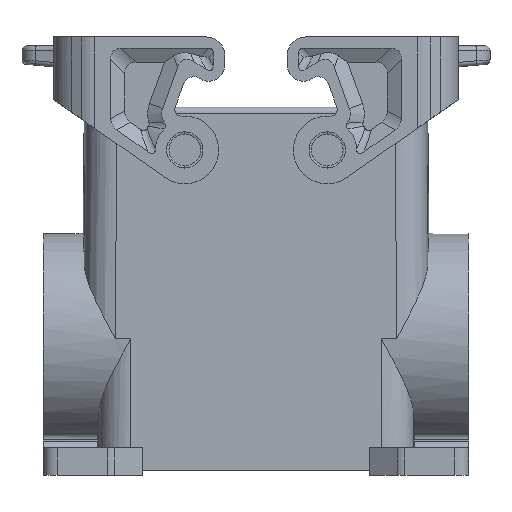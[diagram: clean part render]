
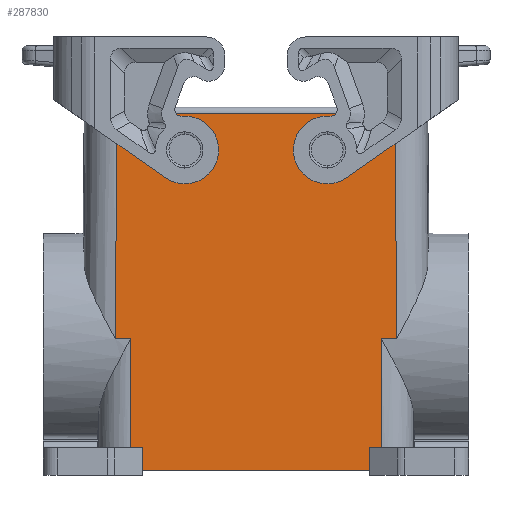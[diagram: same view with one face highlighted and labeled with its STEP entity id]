
A CAD part, front view. The second image highlights one B-rep face of the part: STEP entity #287830.
In plain terms, the highlighted face is planar.
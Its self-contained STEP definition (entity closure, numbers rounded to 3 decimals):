
#6610=CARTESIAN_POINT('',(-57.393,-26.195,
23.435));
#6620=VERTEX_POINT('',#6610);
#6650=CARTESIAN_POINT('',(-67.054,-26.195,
23.435));
#6660=DIRECTION('',(-1.,0.,0.));
#6670=VECTOR('',#6660,1.);
#6680=LINE('',#6650,#6670);
#6690=CARTESIAN_POINT('',(-53.903,-26.195,
23.435));
#6700=VERTEX_POINT('',#6690);
#6710=EDGE_CURVE('',#6700,#6620,#6680,.T.);
#9860=CARTESIAN_POINT('',(1.41,-26.195,
23.435));
#9870=VERTEX_POINT('',#9860);
#9920=CARTESIAN_POINT('',(1.321,-26.195,
23.435));
#9930=DIRECTION('',(1.,0.,0.));
#9940=VECTOR('',#9930,1.);
#9950=LINE('',#9920,#9940);
#9960=CARTESIAN_POINT('',(4.9,-26.195,
23.435));
#9970=VERTEX_POINT('',#9960);
#9980=EDGE_CURVE('',#9870,#9970,#9950,.T.);
#23960=CARTESIAN_POINT('',(1.615,-50.4,23.646))
;
#23970=VERTEX_POINT('',#23960);
#24000=CARTESIAN_POINT('',(1.615,-50.4,
23.646));
#24010=CARTESIAN_POINT('',(1.547,-42.331,
23.575));
#24020=CARTESIAN_POINT('',(1.479,-34.263,
23.505));
#24030=CARTESIAN_POINT('',(1.41,-26.195,
23.435));
#24040=B_SPLINE_CURVE_WITH_KNOTS('',3,(#24000,#24010,#24020,#24030),
.UNSPECIFIED.,.F.,.F.,(4,4),(0.,24.206),.UNSPECIFIED.);
#24050=EDGE_CURVE('',#23970,#9870,#24040,.T.);
#32160=CARTESIAN_POINT('',(-56.966,23.6,23.)
);
#32170=VERTEX_POINT('',#32160);
#32830=CARTESIAN_POINT('',(4.473,23.6,23.))
;
#32840=VERTEX_POINT('',#32830);
#32870=CARTESIAN_POINT('',(0.,23.6,23.));
#32880=DIRECTION('',(1.,0.,0.));
#32890=VECTOR('',#32880,1.);
#32900=LINE('',#32870,#32890);
#32910=EDGE_CURVE('',#32170,#32840,#32900,.T.);
#33420=CARTESIAN_POINT('',(0.,-50.4,23.646));
#33430=DIRECTION('',(1.,0.,0.));
#33440=VECTOR('',#33430,1.);
#33450=LINE('',#33420,#33440);
#33460=CARTESIAN_POINT('',(-1.097,-50.4,23.646)
);
#33470=VERTEX_POINT('',#33460);
#33480=EDGE_CURVE('',#33470,#23970,#33450,.T.);
#34440=CARTESIAN_POINT('',(-1.097,-55.4,23.689
));
#34450=VERTEX_POINT('',#34440);
#34480=CARTESIAN_POINT('',(-1.097,0.,23.206));
#34490=DIRECTION('',(0.,1.,
-0.009));
#34500=VECTOR('',#34490,1.);
#34510=LINE('',#34480,#34500);
#34520=EDGE_CURVE('',#34450,#33470,#34510,.T.);
#35780=CARTESIAN_POINT('',(-45.497,15.5,
23.071));
#35790=VERTEX_POINT('',#35780);
#35970=CARTESIAN_POINT('',(-38.497,15.5,
23.071));
#35980=VERTEX_POINT('',#35970);
#36010=CARTESIAN_POINT('',(-41.997,15.5,
23.071));
#36020=DIRECTION('',(0.,0.009,
1.));
#36030=DIRECTION('',(0.,1.,
-0.009));
#36040=AXIS2_PLACEMENT_3D('',#36010,#36020,#36030);
#36050=ELLIPSE('',#36040,3.5,3.5);
#36060=EDGE_CURVE('',#35790,#35980,#36050,.T.);
#93180=EDGE_CURVE('',#35980,#35790,#36050,.T.);
#97960=CARTESIAN_POINT('',(-51.397,-55.4,23.689)
);
#97970=VERTEX_POINT('',#97960);
#98000=CARTESIAN_POINT('',(0.,-55.4,23.689));
#98010=DIRECTION('',(-1.,0.,0.));
#98020=VECTOR('',#98010,1.);
#98030=LINE('',#98000,#98020);
#98040=EDGE_CURVE('',#34450,#97970,#98030,.T.);
#98500=CARTESIAN_POINT('',(4.675,0.061,
23.205));
#98510=DIRECTION('',(0.009,-1.,
0.009));
#98520=VECTOR('',#98510,1.);
#98530=LINE('',#98500,#98520);
#98540=EDGE_CURVE('',#32840,#9970,#98530,.T.);
#247000=CARTESIAN_POINT('',(-6.997,15.5,
23.071));
#247010=VERTEX_POINT('',#247000);
#247190=CARTESIAN_POINT('',(-13.997,15.5,
23.071));
#247200=VERTEX_POINT('',#247190);
#247230=CARTESIAN_POINT('',(-10.497,15.5,
23.071));
#247240=DIRECTION('',(0.,0.009,
1.));
#247250=DIRECTION('',(0.,1.,
-0.009));
#247260=AXIS2_PLACEMENT_3D('',#247230,#247240,#247250);
#247270=ELLIPSE('',#247260,3.5,3.5);
#247280=EDGE_CURVE('',#247010,#247200,#247270,.T.);
#247410=CARTESIAN_POINT('',(-57.168,0.061,
23.205));
#247420=DIRECTION('',(-0.009,-1.,
0.009));
#247430=VECTOR('',#247420,1.);
#247440=LINE('',#247410,#247430);
#247450=EDGE_CURVE('',#32170,#6620,#247440,.T.);
#266790=EDGE_CURVE('',#247200,#247010,#247270,.T.);
#267150=CARTESIAN_POINT('',(-54.108,-50.339,
23.645));
#267160=DIRECTION('',(-0.009,-1.,
0.009));
#267170=VECTOR('',#267160,1.);
#267180=LINE('',#267150,#267170);
#267190=CARTESIAN_POINT('',(-54.109,-50.4,
23.646));
#267200=VERTEX_POINT('',#267190);
#267210=EDGE_CURVE('',#6700,#267200,#267180,.T.);
#287000=CARTESIAN_POINT('',(-51.397,-50.4,23.646
));
#287010=VERTEX_POINT('',#287000);
#287120=CARTESIAN_POINT('',(0.,-50.4,23.646));
#287130=DIRECTION('',(1.,0.,0.));
#287140=VECTOR('',#287130,1.);
#287150=LINE('',#287120,#287140);
#287160=EDGE_CURVE('',#267200,#287010,#287150,.T.);
#287380=CARTESIAN_POINT('',(-51.397,0.,23.206));
#287390=DIRECTION('',(0.,1.,
-0.009));
#287400=VECTOR('',#287390,1.);
#287410=LINE('',#287380,#287400);
#287420=EDGE_CURVE('',#97970,#287010,#287410,.T.);
#287560=CARTESIAN_POINT('',(-74.247,1.601,
23.192));
#287570=DIRECTION('',(0.,0.009,
1.));
#287580=DIRECTION('',(1.,0.,0.));
#287590=AXIS2_PLACEMENT_3D('',#287560,#287570,#287580);
#287600=PLANE('',#287590);
#287610=ORIENTED_EDGE('',*,*,#266790,.F.);
#287620=ORIENTED_EDGE('',*,*,#247280,.F.);
#287630=EDGE_LOOP('',(#287620,#287610));
#287640=FACE_BOUND('',#287630,.T.);
#287650=ORIENTED_EDGE('',*,*,#93180,.F.);
#287660=ORIENTED_EDGE('',*,*,#36060,.F.);
#287670=EDGE_LOOP('',(#287660,#287650));
#287680=FACE_BOUND('',#287670,.T.);
#287690=ORIENTED_EDGE('',*,*,#287160,.T.);
#287700=ORIENTED_EDGE('',*,*,#267210,.T.);
#287710=ORIENTED_EDGE('',*,*,#6710,.F.);
#287720=ORIENTED_EDGE('',*,*,#247450,.T.);
#287730=ORIENTED_EDGE('',*,*,#32910,.F.);
#287740=ORIENTED_EDGE('',*,*,#98540,.F.);
#287750=ORIENTED_EDGE('',*,*,#9980,.T.);
#287760=ORIENTED_EDGE('',*,*,#24050,.T.);
#287770=ORIENTED_EDGE('',*,*,#33480,.T.);
#287780=ORIENTED_EDGE('',*,*,#34520,.T.);
#287790=ORIENTED_EDGE('',*,*,#98040,.F.);
#287800=ORIENTED_EDGE('',*,*,#287420,.F.);
#287810=EDGE_LOOP('',(#287800,#287790,#287780,#287770,#287760,#287750,
#287740,#287730,#287720,#287710,#287700,#287690));
#287820=FACE_OUTER_BOUND('',#287810,.T.);
#287830=ADVANCED_FACE('',(#287640,#287680,#287820),#287600,.T.);
